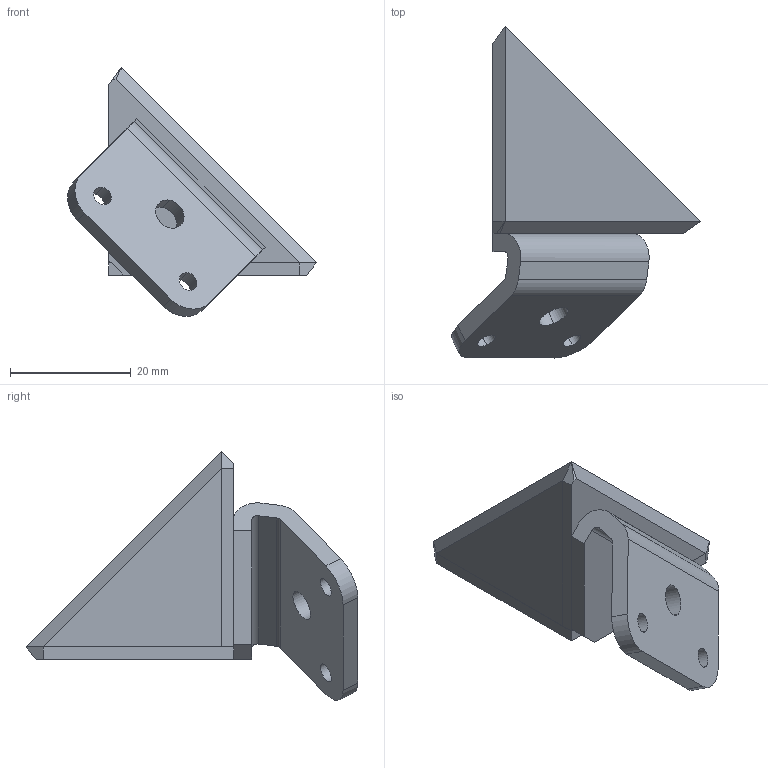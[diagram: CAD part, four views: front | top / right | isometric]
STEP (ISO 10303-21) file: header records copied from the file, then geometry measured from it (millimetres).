
FILE_DESCRIPTION (( 'STEP AP214' ), '1' );
FILE_NAME ('FMWRL0180_3D.step', '2023-10-23T16:47:34', ( '' ), ( '' ), 'SwSTEP 2.0', 'SolidWorks 2022', '' );
FILE_SCHEMA (( 'AUTOMOTIVE_DESIGN' ));
Length unit declared in the file: inch
Products named in the file (5): Copy of 45.7-3^FMWRL0180; Copy of 35.6 Ö§¼Ü_1^FMWRL0180; Copy of 45.7-2^FMWRL0180; FMWRL0180_3D; Copy of 45.7-1^FMWRL0180
Assembly tree (4 placements, depth 2):
  FMWRL0180_3D
    Copy of 45.7-1^FMWRL0180
    Copy of 45.7-2^FMWRL0180
    Copy of 45.7-3^FMWRL0180
    Copy of 35.6 Ö§¼Ü_1^FMWRL0180
Bounding box: 41.15 x 54.89 x 41.15 mm (x, y, z)
Volume: 6466.3 mm3; surface area: 6649 mm2
Topology: 4 solids, 4 shells, 43 faces, 104 edges, 69 vertices
Faces by surface type: plane 31, cylinder 12
Entity records: 1490 total; most frequent: DIRECTION 228, CARTESIAN_POINT 223, ORIENTED_EDGE 208, EDGE_CURVE 104, VECTOR 80, LINE 80, AXIS2_PLACEMENT_3D 74, VERTEX_POINT 69
